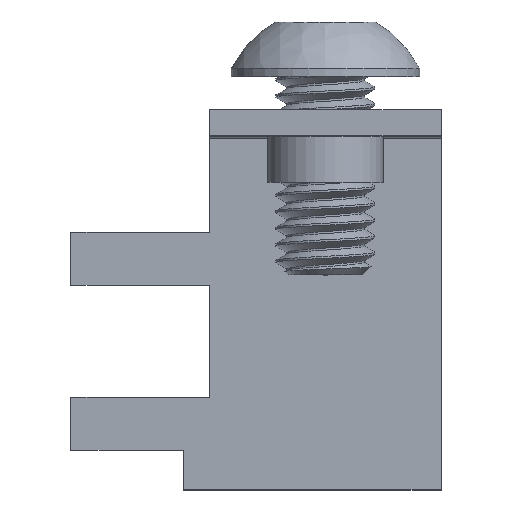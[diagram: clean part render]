
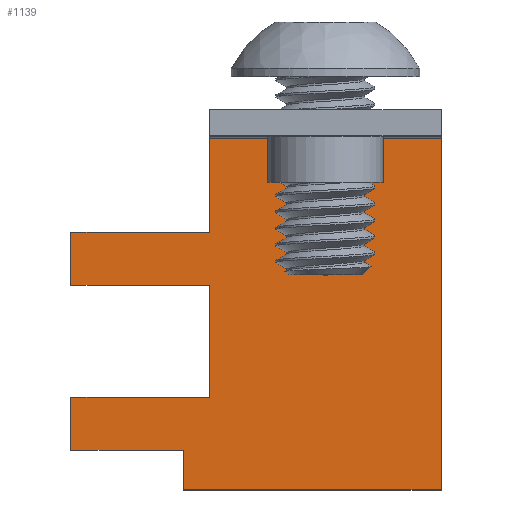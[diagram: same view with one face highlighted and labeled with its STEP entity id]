
A CAD part, top view. The second image highlights one B-rep face of the part: STEP entity #1139.
In plain terms, the highlighted face is planar.
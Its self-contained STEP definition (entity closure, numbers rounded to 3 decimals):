
#112=PLANE('',#1245);
#147=FACE_OUTER_BOUND('',#221,.T.);
#221=EDGE_LOOP('',(#808,#809,#810,#811,#812,#813,#814,#815,#816,#817,#818,
#819));
#285=LINE('',#1622,#372);
#300=LINE('',#1658,#387);
#303=LINE('',#1664,#390);
#304=LINE('',#1666,#391);
#305=LINE('',#1668,#392);
#306=LINE('',#1670,#393);
#307=LINE('',#1672,#394);
#308=LINE('',#1674,#395);
#309=LINE('',#1676,#396);
#310=LINE('',#1678,#397);
#311=LINE('',#1680,#398);
#312=LINE('',#1681,#399);
#372=VECTOR('',#1344,10.);
#387=VECTOR('',#1383,10.);
#390=VECTOR('',#1388,10.);
#391=VECTOR('',#1389,10.);
#392=VECTOR('',#1390,10.);
#393=VECTOR('',#1391,10.);
#394=VECTOR('',#1392,10.);
#395=VECTOR('',#1393,10.);
#396=VECTOR('',#1394,10.);
#397=VECTOR('',#1395,10.);
#398=VECTOR('',#1396,10.);
#399=VECTOR('',#1397,10.);
#485=VERTEX_POINT('',#1619);
#486=VERTEX_POINT('',#1621);
#495=VERTEX_POINT('',#1657);
#497=VERTEX_POINT('',#1663);
#498=VERTEX_POINT('',#1665);
#499=VERTEX_POINT('',#1667);
#500=VERTEX_POINT('',#1669);
#501=VERTEX_POINT('',#1671);
#502=VERTEX_POINT('',#1673);
#503=VERTEX_POINT('',#1675);
#504=VERTEX_POINT('',#1677);
#505=VERTEX_POINT('',#1679);
#594=EDGE_CURVE('',#486,#485,#285,.T.);
#612=EDGE_CURVE('',#486,#495,#300,.T.);
#615=EDGE_CURVE('',#497,#485,#303,.T.);
#616=EDGE_CURVE('',#498,#497,#304,.T.);
#617=EDGE_CURVE('',#499,#498,#305,.T.);
#618=EDGE_CURVE('',#500,#499,#306,.T.);
#619=EDGE_CURVE('',#501,#500,#307,.T.);
#620=EDGE_CURVE('',#502,#501,#308,.T.);
#621=EDGE_CURVE('',#503,#502,#309,.T.);
#622=EDGE_CURVE('',#504,#503,#310,.T.);
#623=EDGE_CURVE('',#505,#504,#311,.T.);
#624=EDGE_CURVE('',#495,#505,#312,.T.);
#808=ORIENTED_EDGE('',*,*,#594,.T.);
#809=ORIENTED_EDGE('',*,*,#615,.F.);
#810=ORIENTED_EDGE('',*,*,#616,.F.);
#811=ORIENTED_EDGE('',*,*,#617,.F.);
#812=ORIENTED_EDGE('',*,*,#618,.F.);
#813=ORIENTED_EDGE('',*,*,#619,.F.);
#814=ORIENTED_EDGE('',*,*,#620,.F.);
#815=ORIENTED_EDGE('',*,*,#621,.F.);
#816=ORIENTED_EDGE('',*,*,#622,.F.);
#817=ORIENTED_EDGE('',*,*,#623,.F.);
#818=ORIENTED_EDGE('',*,*,#624,.F.);
#819=ORIENTED_EDGE('',*,*,#612,.F.);
#1139=ADVANCED_FACE('',(#147),#112,.F.);
#1245=AXIS2_PLACEMENT_3D('',#1662,#1386,#1387);
#1344=DIRECTION('',(1.,0.,0.));
#1383=DIRECTION('',(0.,-1.,0.));
#1386=DIRECTION('center_axis',(0.,0.,1.));
#1387=DIRECTION('ref_axis',(1.,0.,0.));
#1388=DIRECTION('',(0.,1.,0.));
#1389=DIRECTION('',(-1.,0.,0.));
#1390=DIRECTION('',(0.,1.,0.));
#1391=DIRECTION('',(1.,0.,0.));
#1392=DIRECTION('',(0.,1.,0.));
#1393=DIRECTION('',(-1.,0.,0.));
#1394=DIRECTION('',(0.,1.,0.));
#1395=DIRECTION('',(1.,0.,0.));
#1396=DIRECTION('',(0.,1.,0.));
#1397=DIRECTION('',(1.,0.,0.));
#1619=CARTESIAN_POINT('',(7.,10.62,0.));
#1621=CARTESIAN_POINT('',(0.,10.62,0.));
#1622=CARTESIAN_POINT('',(6.3,10.62,0.));
#1657=CARTESIAN_POINT('',(0.,0.,0.));
#1658=CARTESIAN_POINT('',(0.,11.5,0.));
#1662=CARTESIAN_POINT('Origin',(5.6,5.75,0.));
#1663=CARTESIAN_POINT('',(7.,7.8,0.));
#1664=CARTESIAN_POINT('',(7.,7.8,0.));
#1665=CARTESIAN_POINT('',(11.2,7.8,0.));
#1666=CARTESIAN_POINT('',(11.2,7.8,0.));
#1667=CARTESIAN_POINT('',(11.2,6.2,0.));
#1668=CARTESIAN_POINT('',(11.2,0.,0.));
#1669=CARTESIAN_POINT('',(7.,6.2,0.));
#1670=CARTESIAN_POINT('',(7.,6.2,0.));
#1671=CARTESIAN_POINT('',(7.,2.8,0.));
#1672=CARTESIAN_POINT('',(7.,2.8,0.));
#1673=CARTESIAN_POINT('',(11.2,2.8,0.));
#1674=CARTESIAN_POINT('',(11.2,2.8,0.));
#1675=CARTESIAN_POINT('',(11.2,1.2,0.));
#1676=CARTESIAN_POINT('',(11.2,0.,0.));
#1677=CARTESIAN_POINT('',(7.8,1.2,0.));
#1678=CARTESIAN_POINT('',(7.8,1.2,0.));
#1679=CARTESIAN_POINT('',(7.8,0.,0.));
#1680=CARTESIAN_POINT('',(7.8,0.,0.));
#1681=CARTESIAN_POINT('',(0.,0.,0.));
